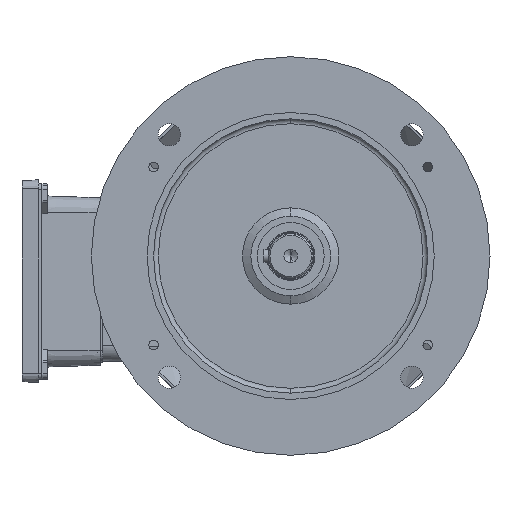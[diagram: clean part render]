
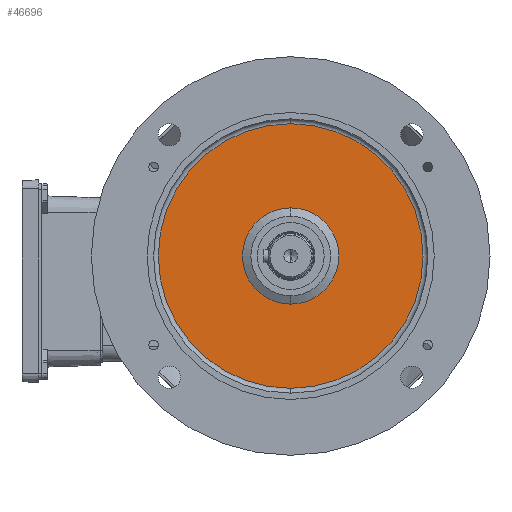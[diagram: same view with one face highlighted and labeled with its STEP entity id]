
A CAD part, left-side view. The second image highlights one B-rep face of the part: STEP entity #46696.
In plain terms, the highlighted planar face has unit normal (-1, 0, 0).
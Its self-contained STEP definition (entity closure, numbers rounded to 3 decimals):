
#2947 = AXIS2_PLACEMENT_3D ( 'NONE', #44828, #103699, #18287 ) ;
#6591 = DIRECTION ( 'NONE',  ( 0., 0., 1. ) ) ;
#10088 = EDGE_CURVE ( 'NONE', #81130, #104674, #66969, .T. ) ;
#11365 = CARTESIAN_POINT ( 'NONE',  ( 12., 0., 0. ) ) ;
#12345 = AXIS2_PLACEMENT_3D ( 'NONE', #39282, #65343, #6591 ) ;
#12679 = CARTESIAN_POINT ( 'NONE',  ( 12., 0., 0. ) ) ;
#18287 = DIRECTION ( 'NONE',  ( 0., 0., -1. ) ) ;
#19169 = AXIS2_PLACEMENT_3D ( 'NONE', #11365, #52899, #86746 ) ;
#23392 = ORIENTED_EDGE ( 'NONE', *, *, #52438, .F. ) ;
#27698 = PLANE ( 'NONE',  #2947 ) ;
#29310 = CARTESIAN_POINT ( 'NONE',  ( 12., 0., -83. ) ) ;
#29329 = VERTEX_POINT ( 'NONE', #42222 ) ;
#29623 = EDGE_LOOP ( 'NONE', ( #23392, #109534 ) ) ;
#32804 = CARTESIAN_POINT ( 'NONE',  ( 12., 0., 83. ) ) ;
#34750 = CIRCLE ( 'NONE', #63102, 30.196 ) ;
#39282 = CARTESIAN_POINT ( 'NONE',  ( 12., 0., 0. ) ) ;
#42015 = CIRCLE ( 'NONE', #104071, 83. ) ;
#42222 = CARTESIAN_POINT ( 'NONE',  ( 12., 0., -30.196 ) ) ;
#44828 = CARTESIAN_POINT ( 'NONE',  ( 12., 30.196, 0. ) ) ;
#45343 = DIRECTION ( 'NONE',  ( -1., 0., 0. ) ) ;
#46134 = DIRECTION ( 'NONE',  ( 0., 0., 1. ) ) ;
#46436 = DIRECTION ( 'NONE',  ( 0., 0., 1. ) ) ;
#46696 = ADVANCED_FACE ( 'NONE', ( #62600, #54264 ), #27698, .F. ) ;
#52438 = EDGE_CURVE ( 'NONE', #29329, #64412, #90187, .T. ) ;
#52899 = DIRECTION ( 'NONE',  ( -1., 0., 0. ) ) ;
#53930 = ORIENTED_EDGE ( 'NONE', *, *, #88676, .T. ) ;
#54264 = FACE_OUTER_BOUND ( 'NONE', #107929, .T. ) ;
#62600 = FACE_BOUND ( 'NONE', #29623, .T. ) ;
#63102 = AXIS2_PLACEMENT_3D ( 'NONE', #87760, #79457, #46134 ) ;
#63370 = CARTESIAN_POINT ( 'NONE',  ( 12., 0., 30.196 ) ) ;
#64412 = VERTEX_POINT ( 'NONE', #63370 ) ;
#65343 = DIRECTION ( 'NONE',  ( -1., 0., 0. ) ) ;
#66969 = CIRCLE ( 'NONE', #19169, 83. ) ;
#79457 = DIRECTION ( 'NONE',  ( -1., 0., 0. ) ) ;
#81130 = VERTEX_POINT ( 'NONE', #29310 ) ;
#86746 = DIRECTION ( 'NONE',  ( 0., 0., 1. ) ) ;
#87012 = EDGE_CURVE ( 'NONE', #64412, #29329, #34750, .T. ) ;
#87760 = CARTESIAN_POINT ( 'NONE',  ( 12., 0., 0. ) ) ;
#88676 = EDGE_CURVE ( 'NONE', #104674, #81130, #42015, .T. ) ;
#90187 = CIRCLE ( 'NONE', #12345, 30.196 ) ;
#93527 = ORIENTED_EDGE ( 'NONE', *, *, #10088, .T. ) ;
#103699 = DIRECTION ( 'NONE',  ( 1., 0., 0. ) ) ;
#104071 = AXIS2_PLACEMENT_3D ( 'NONE', #12679, #45343, #46436 ) ;
#104674 = VERTEX_POINT ( 'NONE', #32804 ) ;
#107929 = EDGE_LOOP ( 'NONE', ( #53930, #93527 ) ) ;
#109534 = ORIENTED_EDGE ( 'NONE', *, *, #87012, .F. ) ;
